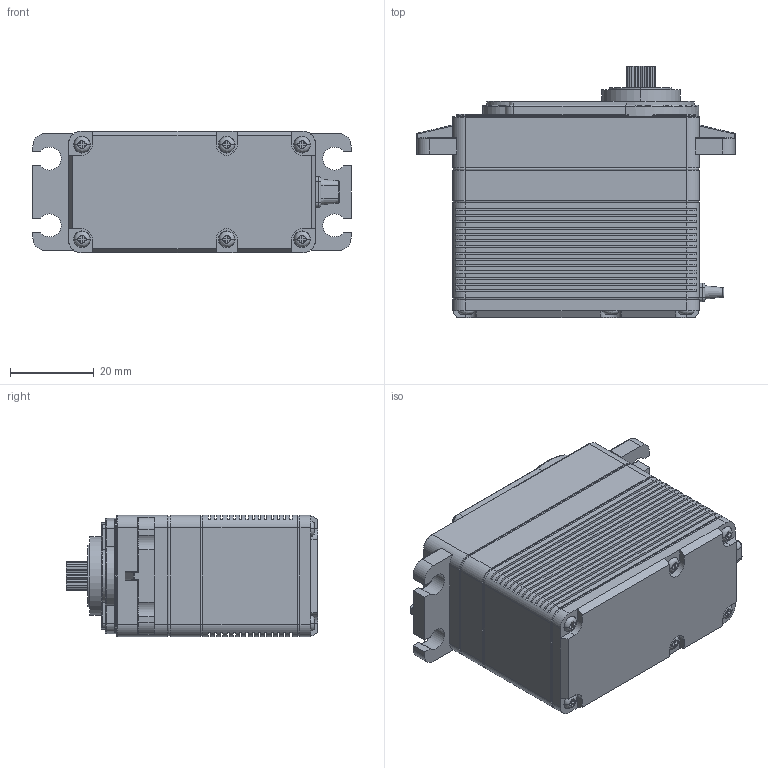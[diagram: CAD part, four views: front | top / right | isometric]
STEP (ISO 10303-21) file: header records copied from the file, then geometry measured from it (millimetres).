
FILE_DESCRIPTION((''),'2;1');
FILE_NAME('HS-5755MH_ASM','2017-08-30T',('servo-csw'),(''),'CREO PARAMETRIC BY PTC INC, 2014440','CREO PARAMETRIC BY PTC INC, 2014440','');
FILE_SCHEMA(('CONFIG_CONTROL_DESIGN'));
Length unit declared in the file: millimetre
Products named in the file (2): _HS-5755MH_AF0; HS-5755MH_ASM
Assembly tree (1 placements, depth 2):
  HS-5755MH_ASM
    _HS-5755MH_AF0
Bounding box: 76 x 60 x 29 mm (x, y, z)
Volume: 86668.8 mm3; surface area: 21164.7 mm2
Topology: 1 solids, 4 shells, 656 faces, 1803 edges, 1178 vertices
Faces by surface type: plane 423, cylinder 167, torus 42, bspline 16, sphere 4, cone 4
Entity records: 24262 total; most frequent: CARTESIAN_POINT 4636, ORIENTED_EDGE 3602, DIRECTION 3528, EDGE_CURVE 1801, AXIS2_PLACEMENT_3D 1206, VERTEX_POINT 1178, VECTOR 1116, LINE 1116
